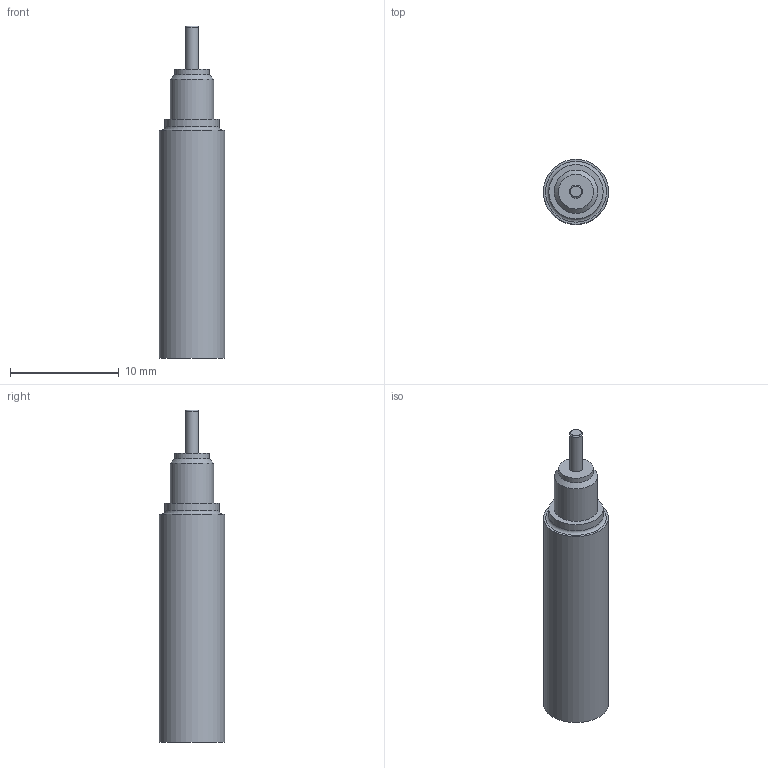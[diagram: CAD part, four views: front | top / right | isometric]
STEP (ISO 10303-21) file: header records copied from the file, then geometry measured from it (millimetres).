
FILE_DESCRIPTION(/* description */ ('STEP AP214'),/* implementation_level */ '2;1');
FILE_NAME(/* name */ '8119980_DYSS-G8-2-4-Y1F-F1A',/* time_stamp */ '2024-08-23T16:44:33+02:00',/* author */ ('License CC BY-ND 4.0'),/* organization */ ('CADENAS'),/* preprocessor_version */ 'ST-DEVELOPER v19.3',/* originating_system */ 'PARTsolutions',/* authorisation */ ' ');
FILE_SCHEMA (('FEATURE_BASED_PROCESS_PLANNING','PROCESS_PLANNING_SCHEMA','AUTOMOTIVE_DESIGN {1 0 10303 214 3 1 1}'));
Length unit declared in the file: millimetre
Products named in the file (3): 8119980 DYSS-G8-2-4-Y1F-F1A---(1_0_0_0); 8119985 DYSS-2-4-Y1F-F1A---(1_0_0); 8074423 DYEF-G8-M4x0.5
Assembly tree (2 placements, depth 2):
  8119980 DYSS-G8-2-4-Y1F-F1A---(1_0_0_0)
    8119985 DYSS-2-4-Y1F-F1A---(1_0_0)
    8074423 DYEF-G8-M4x0.5
Bounding box: 6 x 6 x 30.6 mm (x, y, z)
Volume: 654.2 mm3; surface area: 1047.7 mm2
Topology: 2 solids, 2 shells, 41 faces, 81 edges, 47 vertices
Faces by surface type: plane 19, cylinder 10, cone 10, torus 2
Full cylindrical faces by diameter (mm): 1.2 x1, 3.2 x2, 3.459 x1, 4 x1, 4.1 x1, 5 x1, 6 x1
Entity records: 1051 total; most frequent: DIRECTION 180, CARTESIAN_POINT 180, ORIENTED_EDGE 132, AXIS2_PLACEMENT_3D 76, EDGE_CURVE 66, EDGE_LOOP 60, FACE_BOUND 60, VERTEX_POINT 46
